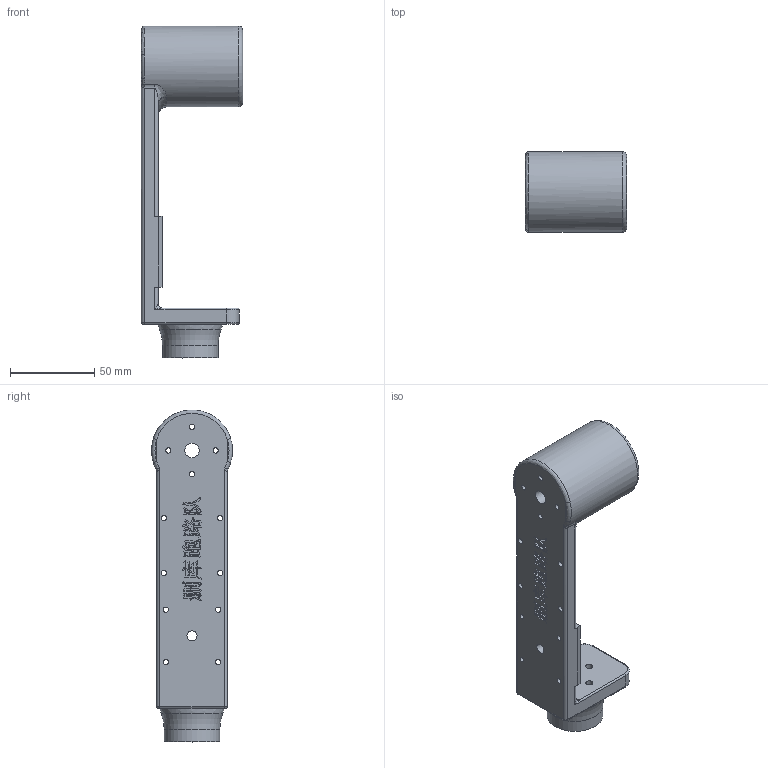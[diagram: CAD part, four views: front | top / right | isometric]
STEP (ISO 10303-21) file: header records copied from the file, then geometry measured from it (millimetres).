
FILE_DESCRIPTION(/* description */ (''),/* implementation_level */ '2;1');
FILE_NAME(/* name */ '三臂.step',/* time_stamp */ '2022-05-07T20:40:19+08:00',/* author */ (''),/* organization */ (''),/* preprocessor_version */ 'ST-DEVELOPER v18.1',/* originating_system */ 'Autodesk Translation Framework v10.14.0.1471',/* authorisation */ '');
FILE_SCHEMA (('AUTOMOTIVE_DESIGN { 1 0 10303 214 3 1 1 }'));
Length unit declared in the file: millimetre
Products named in the file (1): 三臂
Bounding box: 60 x 48 x 196.98 mm (x, y, z)
Volume: 146258.8 mm3; surface area: 42661.6 mm2
Topology: 1 solids, 1 shells, 438 faces, 1241 edges, 809 vertices
Faces by surface type: plane 254, bspline 134, cylinder 40, torus 10
Full cylindrical faces by diameter (mm): 3.1 x8, 3.2 x4, 4.1 x4, 6 x1, 8.5 x1, 9 x1, 22.7 x2, 33 x1, 36.8 x1, 48 x1
Entity records: 15505 total; most frequent: CARTESIAN_POINT 5015, ORIENTED_EDGE 2418, DIRECTION 1680, EDGE_CURVE 1209, LINE 842, VECTOR 842, VERTEX_POINT 795, EDGE_LOOP 496
